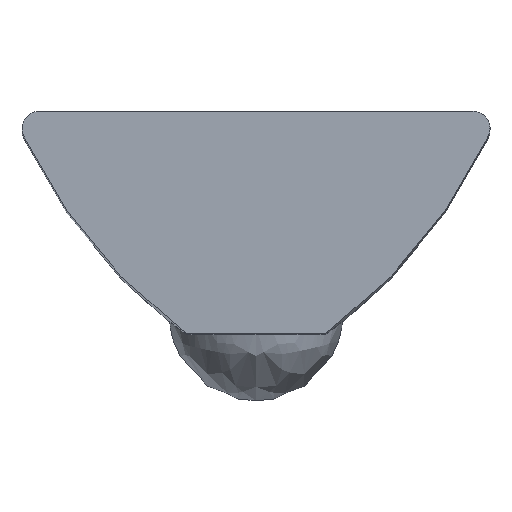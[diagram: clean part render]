
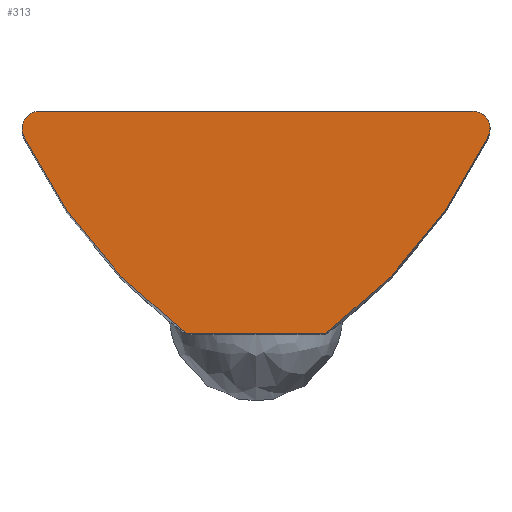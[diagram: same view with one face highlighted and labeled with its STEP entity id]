
A CAD part, top view. The second image highlights one B-rep face of the part: STEP entity #313.
In plain terms, the highlighted planar face has unit normal (0, 0, 1).
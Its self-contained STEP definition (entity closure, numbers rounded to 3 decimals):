
#8 = DIRECTION ( 'NONE',  ( 1., 0., 0. ) ) ;
#30 = ORIENTED_EDGE ( 'NONE', *, *, #674, .T. ) ;
#31 = CARTESIAN_POINT ( 'NONE',  ( -6.879, 4.89, 36. ) ) ;
#47 = DIRECTION ( 'NONE',  ( -1., 0., 0. ) ) ;
#62 = CIRCLE ( 'NONE', #333, 0.5 ) ;
#74 = DIRECTION ( 'NONE',  ( 1., 0., 0. ) ) ;
#86 = DIRECTION ( 'NONE',  ( 0., 0., 1. ) ) ;
#108 = VERTEX_POINT ( 'NONE', #305 ) ;
#144 = CIRCLE ( 'NONE', #175, 15. ) ;
#154 = EDGE_CURVE ( 'NONE', #721, #285, #583, .T. ) ;
#165 = CARTESIAN_POINT ( 'NONE',  ( 0., -7.2, 36. ) ) ;
#166 = VERTEX_POINT ( 'NONE', #925 ) ;
#175 = AXIS2_PLACEMENT_3D ( 'NONE', #216, #362, #373 ) ;
#203 = EDGE_CURVE ( 'NONE', #285, #261, #993, .T. ) ;
#216 = CARTESIAN_POINT ( 'NONE',  ( 6.879, 4.89, 36. ) ) ;
#228 = EDGE_LOOP ( 'NONE', ( #874, #429, #600, #30, #468, #749, #462 ) ) ;
#230 = CARTESIAN_POINT ( 'NONE',  ( -6.233, -1.3, 36. ) ) ;
#244 = CARTESIAN_POINT ( 'NONE',  ( -6.233, -0.8, 36. ) ) ;
#258 = CIRCLE ( 'NONE', #349, 15. ) ;
#261 = VERTEX_POINT ( 'NONE', #467 ) ;
#285 = VERTEX_POINT ( 'NONE', #336 ) ;
#305 = CARTESIAN_POINT ( 'NONE',  ( -2., -7.2, 36. ) ) ;
#313 = ADVANCED_FACE ( 'NONE', ( #805 ), #794, .T. ) ;
#333 = AXIS2_PLACEMENT_3D ( 'NONE', #230, #389, #47 ) ;
#336 = CARTESIAN_POINT ( 'NONE',  ( 6.233, -0.8, 36. ) ) ;
#337 = VERTEX_POINT ( 'NONE', #564 ) ;
#349 = AXIS2_PLACEMENT_3D ( 'NONE', #31, #524, #512 ) ;
#362 = DIRECTION ( 'NONE',  ( 0., 0., 1. ) ) ;
#371 = CARTESIAN_POINT ( 'NONE',  ( 4.3, -0.8, 36. ) ) ;
#373 = DIRECTION ( 'NONE',  ( -1., 0., 0. ) ) ;
#389 = DIRECTION ( 'NONE',  ( 0., 0., 1. ) ) ;
#429 = ORIENTED_EDGE ( 'NONE', *, *, #203, .F. ) ;
#439 = AXIS2_PLACEMENT_3D ( 'NONE', #473, #627, #704 ) ;
#456 = CARTESIAN_POINT ( 'NONE',  ( -6.233, -1.3, 36. ) ) ;
#462 = ORIENTED_EDGE ( 'NONE', *, *, #724, .T. ) ;
#463 = AXIS2_PLACEMENT_3D ( 'NONE', #456, #927, #1011 ) ;
#467 = CARTESIAN_POINT ( 'NONE',  ( 6.686, -1.513, 36. ) ) ;
#468 = ORIENTED_EDGE ( 'NONE', *, *, #692, .T. ) ;
#473 = CARTESIAN_POINT ( 'NONE',  ( 6.233, -1.3, 36. ) ) ;
#480 = CARTESIAN_POINT ( 'NONE',  ( 0., 0., 36. ) ) ;
#512 = DIRECTION ( 'NONE',  ( -1., 0., 0. ) ) ;
#524 = DIRECTION ( 'NONE',  ( 0., 0., 1. ) ) ;
#535 = EDGE_CURVE ( 'NONE', #166, #108, #144, .T. ) ;
#545 = EDGE_CURVE ( 'NONE', #735, #261, #258, .T. ) ;
#564 = CARTESIAN_POINT ( 'NONE',  ( -6.733, -1.3, 36. ) ) ;
#583 = LINE ( 'NONE', #371, #1005 ) ;
#600 = ORIENTED_EDGE ( 'NONE', *, *, #154, .F. ) ;
#627 = DIRECTION ( 'NONE',  ( 0., 0., -1. ) ) ;
#629 = VECTOR ( 'NONE', #74, 1000. ) ;
#674 = EDGE_CURVE ( 'NONE', #721, #337, #62, .T. ) ;
#692 = EDGE_CURVE ( 'NONE', #337, #166, #991, .T. ) ;
#704 = DIRECTION ( 'NONE',  ( -1., 0., 0. ) ) ;
#721 = VERTEX_POINT ( 'NONE', #244 ) ;
#724 = EDGE_CURVE ( 'NONE', #108, #735, #846, .T. ) ;
#735 = VERTEX_POINT ( 'NONE', #945 ) ;
#749 = ORIENTED_EDGE ( 'NONE', *, *, #535, .T. ) ;
#794 = PLANE ( 'NONE',  #1021 ) ;
#805 = FACE_OUTER_BOUND ( 'NONE', #228, .T. ) ;
#846 = LINE ( 'NONE', #165, #629 ) ;
#874 = ORIENTED_EDGE ( 'NONE', *, *, #545, .T. ) ;
#925 = CARTESIAN_POINT ( 'NONE',  ( -6.686, -1.513, 36. ) ) ;
#927 = DIRECTION ( 'NONE',  ( 0., 0., 1. ) ) ;
#928 = DIRECTION ( 'NONE',  ( 1., 0., 0. ) ) ;
#945 = CARTESIAN_POINT ( 'NONE',  ( 2., -7.2, 36. ) ) ;
#991 = CIRCLE ( 'NONE', #463, 0.5 ) ;
#993 = CIRCLE ( 'NONE', #439, 0.5 ) ;
#1005 = VECTOR ( 'NONE', #928, 1000. ) ;
#1011 = DIRECTION ( 'NONE',  ( -1., 0., 0. ) ) ;
#1021 = AXIS2_PLACEMENT_3D ( 'NONE', #480, #86, #8 ) ;
